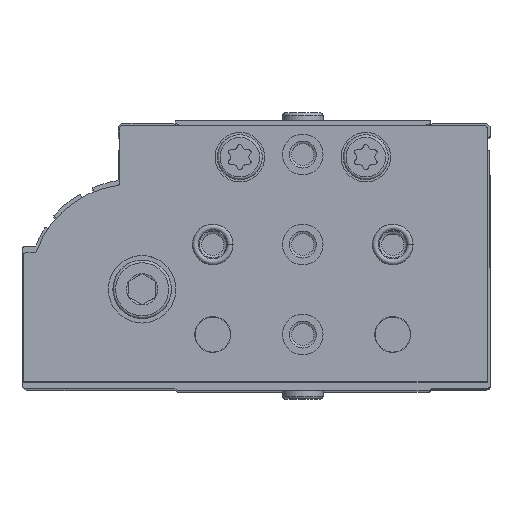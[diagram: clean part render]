
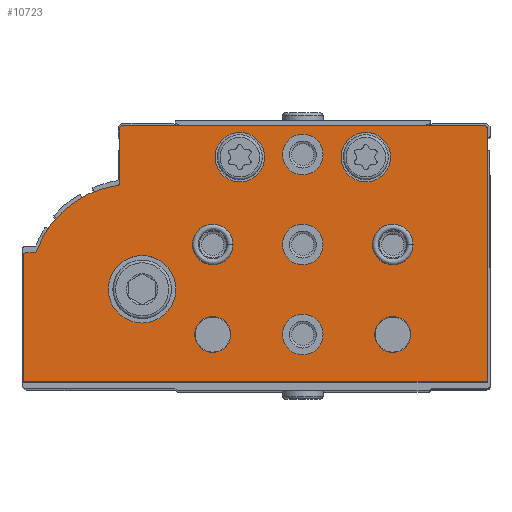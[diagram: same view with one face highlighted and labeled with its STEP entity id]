
A CAD part, top view. The second image highlights one B-rep face of the part: STEP entity #10723.
In plain terms, the highlighted face is planar.
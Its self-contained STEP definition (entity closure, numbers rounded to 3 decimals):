
#1095=LINE('',#18146,#1924);
#1097=LINE('',#18150,#1926);
#1099=LINE('',#18154,#1928);
#1102=LINE('',#18162,#1931);
#1107=LINE('',#18178,#1936);
#1110=LINE('',#18186,#1939);
#1924=VECTOR('',#14689,1000.);
#1926=VECTOR('',#14693,1000.);
#1928=VECTOR('',#14697,1000.);
#1931=VECTOR('',#14706,1000.);
#1936=VECTOR('',#14725,1000.);
#1939=VECTOR('',#14734,1000.);
#4154=ORIENTED_EDGE('',*,*,#6077,.T.);
#4155=ORIENTED_EDGE('',*,*,#6078,.T.);
#4156=ORIENTED_EDGE('',*,*,#6079,.T.);
#4157=ORIENTED_EDGE('',*,*,#6080,.T.);
#4158=ORIENTED_EDGE('',*,*,#6081,.T.);
#4159=ORIENTED_EDGE('',*,*,#6082,.T.);
#4160=ORIENTED_EDGE('',*,*,#6083,.T.);
#4161=ORIENTED_EDGE('',*,*,#6084,.T.);
#4162=ORIENTED_EDGE('',*,*,#6085,.T.);
#4163=ORIENTED_EDGE('',*,*,#6086,.T.);
#4164=ORIENTED_EDGE('',*,*,#6052,.F.);
#4165=ORIENTED_EDGE('',*,*,#6075,.F.);
#4166=ORIENTED_EDGE('',*,*,#6073,.F.);
#4167=ORIENTED_EDGE('',*,*,#6071,.F.);
#4168=ORIENTED_EDGE('',*,*,#6069,.T.);
#4169=ORIENTED_EDGE('',*,*,#6067,.F.);
#4170=ORIENTED_EDGE('',*,*,#6065,.T.);
#4171=ORIENTED_EDGE('',*,*,#6063,.F.);
#4172=ORIENTED_EDGE('',*,*,#6061,.F.);
#4173=ORIENTED_EDGE('',*,*,#6059,.F.);
#4174=ORIENTED_EDGE('',*,*,#6057,.F.);
#4175=ORIENTED_EDGE('',*,*,#6055,.F.);
#6052=EDGE_CURVE('',#7228,#7229,#7876,.T.);
#6055=EDGE_CURVE('',#7229,#7230,#1095,.T.);
#6057=EDGE_CURVE('',#7230,#7231,#1097,.T.);
#6059=EDGE_CURVE('',#7231,#7232,#1099,.T.);
#6061=EDGE_CURVE('',#7232,#7233,#7877,.T.);
#6063=EDGE_CURVE('',#7233,#7234,#1102,.T.);
#6065=EDGE_CURVE('',#7235,#7234,#7878,.T.);
#6067=EDGE_CURVE('',#7235,#7236,#7879,.T.);
#6069=EDGE_CURVE('',#7237,#7236,#7880,.T.);
#6071=EDGE_CURVE('',#7237,#7238,#1107,.T.);
#6073=EDGE_CURVE('',#7238,#7239,#7881,.T.);
#6075=EDGE_CURVE('',#7239,#7228,#1110,.T.);
#6077=EDGE_CURVE('',#7240,#7240,#7882,.T.);
#6078=EDGE_CURVE('',#7241,#7241,#7883,.T.);
#6079=EDGE_CURVE('',#7242,#7242,#7884,.T.);
#6080=EDGE_CURVE('',#7243,#7243,#7885,.T.);
#6081=EDGE_CURVE('',#7244,#7244,#7886,.T.);
#6082=EDGE_CURVE('',#7245,#7245,#7887,.T.);
#6083=EDGE_CURVE('',#7246,#7246,#7888,.T.);
#6084=EDGE_CURVE('',#7247,#7247,#7889,.T.);
#6085=EDGE_CURVE('',#7248,#7248,#7890,.T.);
#6086=EDGE_CURVE('',#7249,#7249,#7891,.T.);
#7228=VERTEX_POINT('',#18141);
#7229=VERTEX_POINT('',#18142);
#7230=VERTEX_POINT('',#18147);
#7231=VERTEX_POINT('',#18151);
#7232=VERTEX_POINT('',#18155);
#7233=VERTEX_POINT('',#18159);
#7234=VERTEX_POINT('',#18163);
#7235=VERTEX_POINT('',#18167);
#7236=VERTEX_POINT('',#18171);
#7237=VERTEX_POINT('',#18175);
#7238=VERTEX_POINT('',#18179);
#7239=VERTEX_POINT('',#18183);
#7240=VERTEX_POINT('',#18190);
#7241=VERTEX_POINT('',#18192);
#7242=VERTEX_POINT('',#18194);
#7243=VERTEX_POINT('',#18196);
#7244=VERTEX_POINT('',#18198);
#7245=VERTEX_POINT('',#18200);
#7246=VERTEX_POINT('',#18202);
#7247=VERTEX_POINT('',#18204);
#7248=VERTEX_POINT('',#18206);
#7249=VERTEX_POINT('',#18208);
#7876=CIRCLE('',#11981,0.5);
#7877=CIRCLE('',#11986,0.5);
#7878=CIRCLE('',#11989,0.5);
#7879=CIRCLE('',#11991,22.5);
#7880=CIRCLE('',#11993,0.5);
#7881=CIRCLE('',#11996,0.5);
#7882=CIRCLE('',#11999,7.5);
#7883=CIRCLE('',#12000,4.5);
#7884=CIRCLE('',#12001,5.5);
#7885=CIRCLE('',#12002,5.5);
#7886=CIRCLE('',#12003,4.5);
#7887=CIRCLE('',#12004,4.5);
#7888=CIRCLE('',#12005,4.5);
#7889=CIRCLE('',#12006,4.);
#7890=CIRCLE('',#12007,4.5);
#7891=CIRCLE('',#12008,4.);
#8675=EDGE_LOOP('',(#4154));
#8676=EDGE_LOOP('',(#4155));
#8677=EDGE_LOOP('',(#4156));
#8678=EDGE_LOOP('',(#4157));
#8679=EDGE_LOOP('',(#4158));
#8680=EDGE_LOOP('',(#4159));
#8681=EDGE_LOOP('',(#4160));
#8682=EDGE_LOOP('',(#4161));
#8683=EDGE_LOOP('',(#4162));
#8684=EDGE_LOOP('',(#4163));
#8685=EDGE_LOOP('',(#4164,#4165,#4166,#4167,#4168,#4169,#4170,#4171,#4172,
#4173,#4174,#4175));
#9617=FACE_BOUND('',#8675,.T.);
#9618=FACE_BOUND('',#8676,.T.);
#9619=FACE_BOUND('',#8677,.T.);
#9620=FACE_BOUND('',#8678,.T.);
#9621=FACE_BOUND('',#8679,.T.);
#9622=FACE_BOUND('',#8680,.T.);
#9623=FACE_BOUND('',#8681,.T.);
#9624=FACE_BOUND('',#8682,.T.);
#9625=FACE_BOUND('',#8683,.T.);
#9626=FACE_BOUND('',#8684,.T.);
#9627=FACE_BOUND('',#8685,.T.);
#10202=PLANE('',#11998);
#10723=ADVANCED_FACE('',(#9617,#9618,#9619,#9620,#9621,#9622,#9623,#9624,
#9625,#9626,#9627),#10202,.F.);
#11981=AXIS2_PLACEMENT_3D('',#18140,#14683,#14684);
#11986=AXIS2_PLACEMENT_3D('',#18158,#14701,#14702);
#11989=AXIS2_PLACEMENT_3D('',#18166,#14710,#14711);
#11991=AXIS2_PLACEMENT_3D('',#18170,#14715,#14716);
#11993=AXIS2_PLACEMENT_3D('',#18174,#14720,#14721);
#11996=AXIS2_PLACEMENT_3D('',#18182,#14729,#14730);
#11998=AXIS2_PLACEMENT_3D('',#18188,#14736,#14737);
#11999=AXIS2_PLACEMENT_3D('',#18189,#14738,#14739);
#12000=AXIS2_PLACEMENT_3D('',#18191,#14740,#14741);
#12001=AXIS2_PLACEMENT_3D('',#18193,#14742,#14743);
#12002=AXIS2_PLACEMENT_3D('',#18195,#14744,#14745);
#12003=AXIS2_PLACEMENT_3D('',#18197,#14746,#14747);
#12004=AXIS2_PLACEMENT_3D('',#18199,#14748,#14749);
#12005=AXIS2_PLACEMENT_3D('',#18201,#14750,#14751);
#12006=AXIS2_PLACEMENT_3D('',#18203,#14752,#14753);
#12007=AXIS2_PLACEMENT_3D('',#18205,#14754,#14755);
#12008=AXIS2_PLACEMENT_3D('',#18207,#14756,#14757);
#14683=DIRECTION('',(0.,0.,1.));
#14684=DIRECTION('',(1.,0.,0.));
#14689=DIRECTION('',(0.,-1.,0.));
#14693=DIRECTION('',(1.,0.,0.));
#14697=DIRECTION('',(0.,1.,0.));
#14701=DIRECTION('',(0.,0.,1.));
#14702=DIRECTION('',(1.,0.,0.));
#14706=DIRECTION('',(-1.,0.,0.));
#14710=DIRECTION('',(0.,0.,1.));
#14711=DIRECTION('',(1.,0.,0.));
#14715=DIRECTION('',(0.,0.,1.));
#14716=DIRECTION('',(1.,0.,0.));
#14720=DIRECTION('',(0.,0.,1.));
#14721=DIRECTION('',(1.,0.,0.));
#14725=DIRECTION('',(0.,1.,0.));
#14729=DIRECTION('',(0.,0.,1.));
#14730=DIRECTION('',(1.,0.,0.));
#14734=DIRECTION('',(-1.,0.,0.));
#14736=DIRECTION('',(0.,0.,1.));
#14737=DIRECTION('',(1.,0.,0.));
#14738=DIRECTION('',(0.,0.,1.));
#14739=DIRECTION('',(1.,0.,0.));
#14740=DIRECTION('',(0.,0.,1.));
#14741=DIRECTION('',(1.,0.,0.));
#14742=DIRECTION('',(0.,0.,1.));
#14743=DIRECTION('',(1.,0.,0.));
#14744=DIRECTION('',(0.,0.,1.));
#14745=DIRECTION('',(1.,0.,0.));
#14746=DIRECTION('',(0.,0.,1.));
#14747=DIRECTION('',(1.,0.,0.));
#14748=DIRECTION('',(0.,0.,1.));
#14749=DIRECTION('',(1.,0.,0.));
#14750=DIRECTION('',(0.,0.,1.));
#14751=DIRECTION('',(1.,0.,0.));
#14752=DIRECTION('',(0.,0.,1.));
#14753=DIRECTION('',(1.,0.,0.));
#14754=DIRECTION('',(0.,0.,1.));
#14755=DIRECTION('',(1.,0.,0.));
#14756=DIRECTION('',(0.,0.,1.));
#14757=DIRECTION('',(1.,0.,0.));
#18140=CARTESIAN_POINT('',(0.5,56.5,0.));
#18141=CARTESIAN_POINT('',(0.5,57.,0.));
#18142=CARTESIAN_POINT('',(0.,56.5,0.));
#18146=CARTESIAN_POINT('',(0.,56.5,0.));
#18147=CARTESIAN_POINT('',(0.,0.,0.));
#18150=CARTESIAN_POINT('',(0.,0.,0.));
#18151=CARTESIAN_POINT('',(103.,0.,0.));
#18154=CARTESIAN_POINT('',(103.,0.,0.));
#18155=CARTESIAN_POINT('',(103.,28.2,0.));
#18158=CARTESIAN_POINT('',(102.5,28.2,0.));
#18159=CARTESIAN_POINT('',(102.5,28.7,0.));
#18162=CARTESIAN_POINT('',(102.5,28.7,0.));
#18163=CARTESIAN_POINT('',(100.637,28.7,0.));
#18166=CARTESIAN_POINT('',(100.637,29.2,0.));
#18167=CARTESIAN_POINT('',(100.167,29.03,0.));
#18170=CARTESIAN_POINT('',(79.,21.4,0.));
#18171=CARTESIAN_POINT('',(82.033,43.695,0.));
#18174=CARTESIAN_POINT('',(82.1,44.19,0.));
#18175=CARTESIAN_POINT('',(81.6,44.19,0.));
#18178=CARTESIAN_POINT('',(81.6,44.19,0.));
#18179=CARTESIAN_POINT('',(81.6,56.5,0.));
#18182=CARTESIAN_POINT('',(81.1,56.5,0.));
#18183=CARTESIAN_POINT('',(81.1,57.,0.));
#18186=CARTESIAN_POINT('',(81.1,57.,0.));
#18188=CARTESIAN_POINT('',(0.5,56.5,0.));
#18189=CARTESIAN_POINT('',(76.65,20.6,0.));
#18190=CARTESIAN_POINT('',(84.15,20.6,0.));
#18191=CARTESIAN_POINT('',(40.95,50.55,0.));
#18192=CARTESIAN_POINT('',(45.45,50.55,0.));
#18193=CARTESIAN_POINT('',(54.95,49.95,0.));
#18194=CARTESIAN_POINT('',(60.45,49.95,0.));
#18195=CARTESIAN_POINT('',(26.95,49.95,0.));
#18196=CARTESIAN_POINT('',(32.45,49.95,0.));
#18197=CARTESIAN_POINT('',(60.95,30.55,0.));
#18198=CARTESIAN_POINT('',(65.45,30.55,0.));
#18199=CARTESIAN_POINT('',(40.95,30.55,0.));
#18200=CARTESIAN_POINT('',(45.45,30.55,0.));
#18201=CARTESIAN_POINT('',(20.95,30.55,0.));
#18202=CARTESIAN_POINT('',(25.45,30.55,0.));
#18203=CARTESIAN_POINT('',(60.95,10.55,0.));
#18204=CARTESIAN_POINT('',(64.95,10.55,0.));
#18205=CARTESIAN_POINT('',(40.95,10.55,0.));
#18206=CARTESIAN_POINT('',(45.45,10.55,0.));
#18207=CARTESIAN_POINT('',(20.95,10.55,0.));
#18208=CARTESIAN_POINT('',(24.95,10.55,0.));
